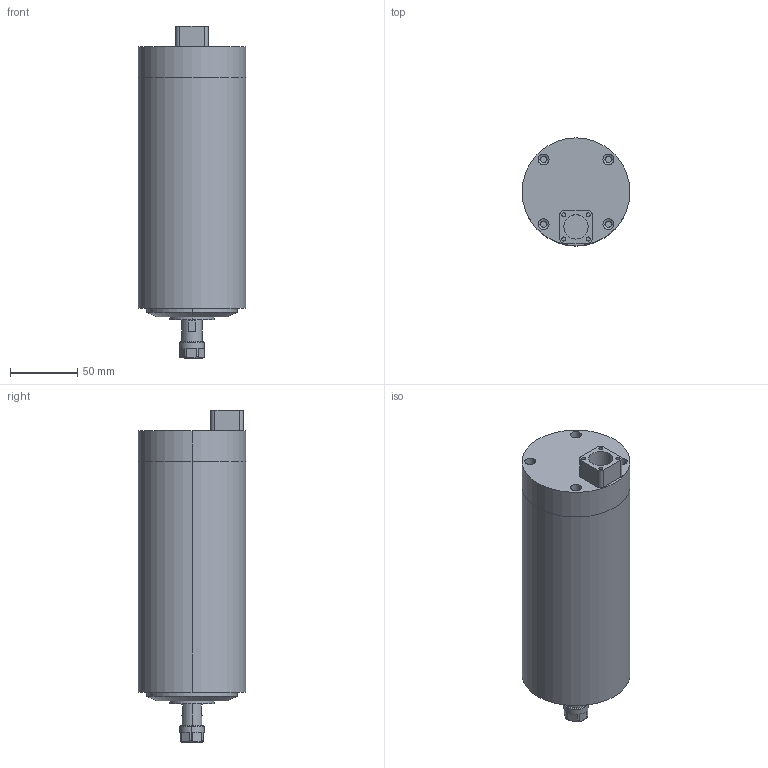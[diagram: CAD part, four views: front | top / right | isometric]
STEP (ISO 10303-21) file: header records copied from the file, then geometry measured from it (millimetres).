
FILE_DESCRIPTION (( 'STEP AP214' ), '1' );
FILE_NAME ('GDF80-24Z-1.STEP', '2021-04-26T05:08:17', ( '萇齟' ), ( '' ), 'SwSTEP 2.0', 'SolidWorks 2018', '' );
FILE_SCHEMA (( 'AUTOMOTIVE_DESIGN' ));
Length unit declared in the file: millimetre
Products named in the file (7): GDF80-24Z-1.5粣芛; ER11粟俶芠標; GDF80-24Z-1.5前螺母; GDF80-24Z-1; ER11蹟簽; GDF80-24Z-1.5儂褲; GDF80-24Z-1.5堤盄釱
Assembly tree (6 placements, depth 2):
  GDF80-24Z-1
    GDF80-24Z-1.5儂褲
    GDF80-24Z-1.5堤盄釱
    GDF80-24Z-1.5前螺母
    GDF80-24Z-1.5粣芛
    ER11粟俶芠標
    ER11蹟簽
Bounding box: 80 x 80 x 246.5 mm (x, y, z)
Volume: 1001444.6 mm3; surface area: 85479.9 mm2
Topology: 6 solids, 6 shells, 121 faces, 264 edges, 168 vertices
Faces by surface type: cylinder 56, plane 45, cone 16, torus 4
Entity records: 3856 total; most frequent: CARTESIAN_POINT 736, DIRECTION 666, ORIENTED_EDGE 528, AXIS2_PLACEMENT_3D 278, EDGE_CURVE 264, VERTEX_POINT 168, EDGE_LOOP 150, CIRCLE 148
